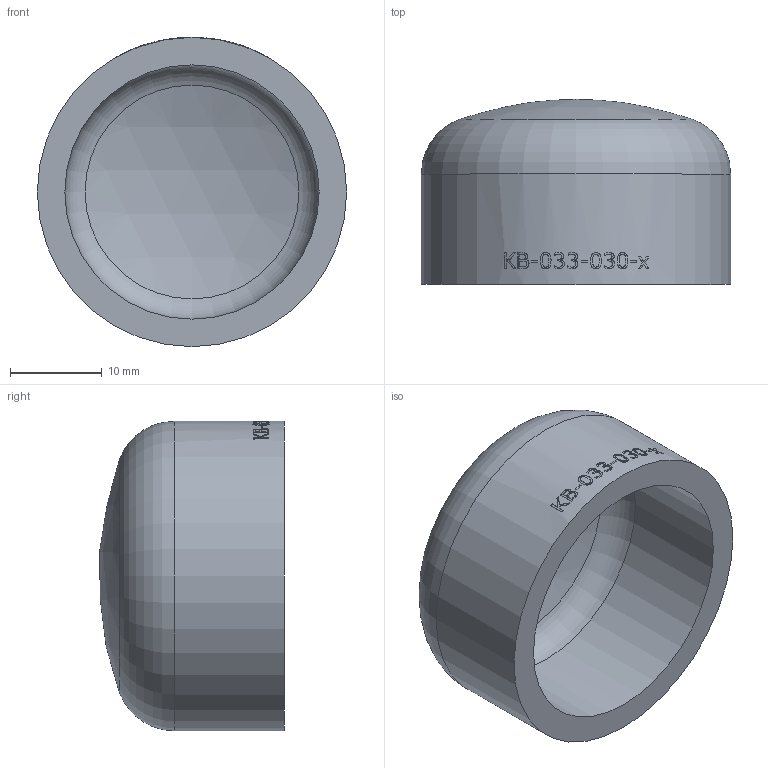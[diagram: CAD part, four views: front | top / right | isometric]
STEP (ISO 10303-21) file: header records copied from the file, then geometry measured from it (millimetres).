
FILE_DESCRIPTION (( 'STEP AP214' ), '1' );
FILE_NAME ('KB-033-030-x Klöpperboden 2001.STEP', '2020-01-20T13:46:36', ( '' ), ( '' ), 'SwSTEP 2.0', 'SolidWorks 2016', '' );
FILE_SCHEMA (( 'AUTOMOTIVE_DESIGN' ));
Length unit declared in the file: millimetre
Products named in the file (1): KB-033-030-x Klöpperboden 2001
Bounding box: 33.7 x 20.15 x 33.7 mm (x, y, z)
Volume: 6514.5 mm3; surface area: 4654.9 mm2
Topology: 1 solids, 1 shells, 198 faces, 532 edges, 354 vertices
Faces by surface type: bspline 117, plane 58, cylinder 19, torus 2, sphere 2
Full cylindrical faces by diameter (mm): 27.7 x1, 33.7 x1
Entity records: 18054 total; most frequent: CARTESIAN_POINT 12044, ORIENTED_EDGE 1056, EDGE_CURVE 528, DIRECTION 388, B_SPLINE_CURVE_WITH_KNOTS 374, VERTEX_POINT 354, EDGE_LOOP 220, FACE_OUTER_BOUND 202
